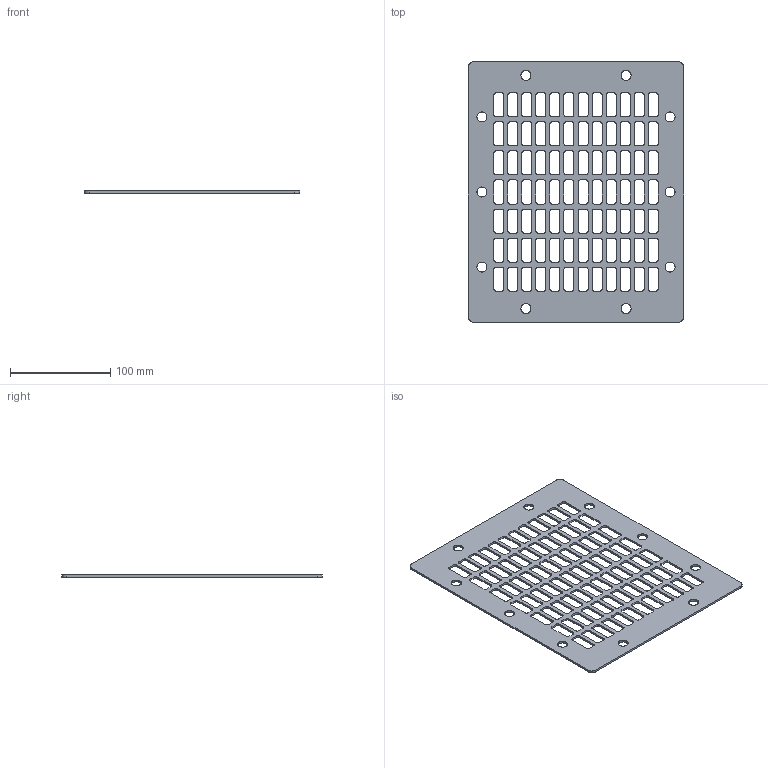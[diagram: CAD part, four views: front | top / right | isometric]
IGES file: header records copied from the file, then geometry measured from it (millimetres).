
Start section: SolidWorks IGES file using analytic representation for surfaces
Global section: file name: 5RE7505_Outlet Guard AL225.IGS; native system: SolidWorks 2018; preprocessor: SolidWorks 2018; author: binatti; date: 220307.165313; units: millimetre
Bounding box: 215 x 260 x 2 mm (x, y, z)
Surface area: 83801 mm2 (no closed solid volume)
Topology: 0 solids, 0 shells, 702 faces, 6872 edges, 6872 vertices
Faces by surface type: revolution 360, bspline 342
